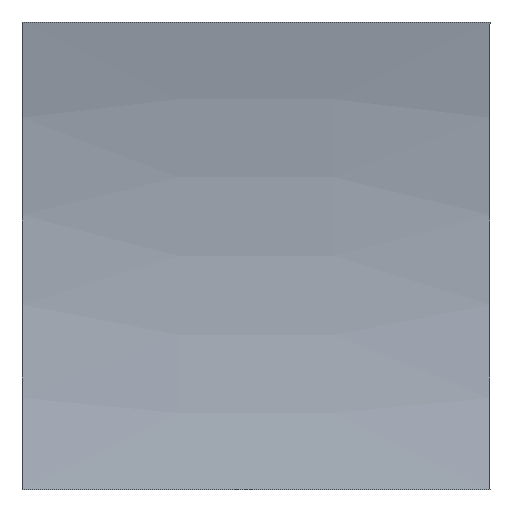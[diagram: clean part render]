
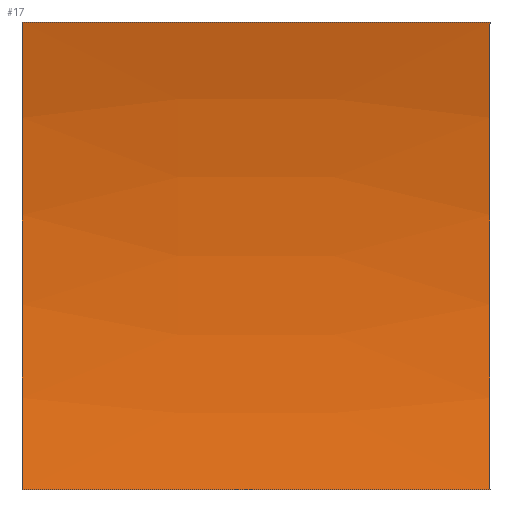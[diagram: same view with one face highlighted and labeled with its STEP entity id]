
A CAD part, top view. The second image highlights one B-rep face of the part: STEP entity #17.
In plain terms, the highlighted free-form (B-spline) face has degree [6, 3] with [7, 4] control points.
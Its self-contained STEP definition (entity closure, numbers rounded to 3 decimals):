
#17 = ADVANCED_FACE('',(#18),#33,.T.);
#18 = FACE_BOUND('',#19,.T.);
#19 = EDGE_LOOP('',(#20,#68,#88,#105));
#20 = ORIENTED_EDGE('',*,*,#21,.F.);
#21 = EDGE_CURVE('',#22,#24,#26,.T.);
#22 = VERTEX_POINT('',#23);
#23 = CARTESIAN_POINT('',(-250.,-250.,31.25));
#24 = VERTEX_POINT('',#25);
#25 = CARTESIAN_POINT('',(250.,-250.,31.25));
#26 = SURFACE_CURVE('',#27,(#32),.PCURVE_S1.);
#27 = B_SPLINE_CURVE_WITH_KNOTS('',3,(#28,#29,#30,#31),.UNSPECIFIED.,.F.
  ,.F.,(4,4),(0.,1.),.PIECEWISE_BEZIER_KNOTS.);
#28 = CARTESIAN_POINT('',(-250.,-250.,31.25));
#29 = CARTESIAN_POINT('',(-83.333,-250.,31.25));
#30 = CARTESIAN_POINT('',(83.333,-250.,31.25));
#31 = CARTESIAN_POINT('',(250.,-250.,31.25));
#32 = PCURVE('',#33,#62);
#33 = B_SPLINE_SURFACE_WITH_KNOTS('',6,3,(
    (#34,#35,#36,#37)
    ,(#38,#39,#40,#41)
    ,(#42,#43,#44,#45)
    ,(#46,#47,#48,#49)
    ,(#50,#51,#52,#53)
    ,(#54,#55,#56,#57)
    ,(#58,#59,#60,#61
    )),.UNSPECIFIED.,.F.,.F.,.F.,(7,7),(4,4),(0.,1.),(0.,1.),
  .PIECEWISE_BEZIER_KNOTS.);
#34 = CARTESIAN_POINT('',(-250.,-250.,31.25));
#35 = CARTESIAN_POINT('',(-83.333,-250.,31.25));
#36 = CARTESIAN_POINT('',(83.333,-250.,31.25));
#37 = CARTESIAN_POINT('',(250.,-250.,31.25));
#38 = CARTESIAN_POINT('',(-250.,-168.319,10.83));
#39 = CARTESIAN_POINT('',(-83.333,-168.319,
    10.83));
#40 = CARTESIAN_POINT('',(83.333,-168.319,10.83
    ));
#41 = CARTESIAN_POINT('',(250.,-168.319,10.83));
#42 = CARTESIAN_POINT('',(-250.,-84.763,-2.053
    ));
#43 = CARTESIAN_POINT('',(-83.333,-84.763,-2.053
    ));
#44 = CARTESIAN_POINT('',(83.333,-84.763,-2.053
    ));
#45 = CARTESIAN_POINT('',(250.,-84.763,-2.053
    ));
#46 = CARTESIAN_POINT('',(-250.,0.,-6.543));
#47 = CARTESIAN_POINT('',(-83.333,0.,
    -6.543));
#48 = CARTESIAN_POINT('',(83.333,0.,
    -6.543));
#49 = CARTESIAN_POINT('',(250.,0.,
    -6.543));
#50 = CARTESIAN_POINT('',(-250.,84.763,-2.053
    ));
#51 = CARTESIAN_POINT('',(-83.333,84.763,-2.053
    ));
#52 = CARTESIAN_POINT('',(83.333,84.763,-2.053
    ));
#53 = CARTESIAN_POINT('',(250.,84.763,-2.053
    ));
#54 = CARTESIAN_POINT('',(-250.,168.319,10.83));
#55 = CARTESIAN_POINT('',(-83.333,168.319,
    10.83));
#56 = CARTESIAN_POINT('',(83.333,168.319,
    10.83));
#57 = CARTESIAN_POINT('',(250.,168.319,10.83));
#58 = CARTESIAN_POINT('',(-250.,250.,31.25));
#59 = CARTESIAN_POINT('',(-83.333,250.,31.25));
#60 = CARTESIAN_POINT('',(83.333,250.,31.25));
#61 = CARTESIAN_POINT('',(250.,250.,31.25));
#62 = DEFINITIONAL_REPRESENTATION('',(#63),#67);
#63 = LINE('',#64,#65);
#64 = CARTESIAN_POINT('',(0.,0.));
#65 = VECTOR('',#66,1.);
#66 = DIRECTION('',(0.,1.));
#67 = ( GEOMETRIC_REPRESENTATION_CONTEXT(2) 
PARAMETRIC_REPRESENTATION_CONTEXT() REPRESENTATION_CONTEXT('2D SPACE',''
  ) );
#68 = ORIENTED_EDGE('',*,*,#69,.T.);
#69 = EDGE_CURVE('',#22,#70,#72,.T.);
#70 = VERTEX_POINT('',#71);
#71 = CARTESIAN_POINT('',(-250.,250.,31.25));
#72 = SURFACE_CURVE('',#73,(#81),.PCURVE_S1.);
#73 = B_SPLINE_CURVE_WITH_KNOTS('',6,(#74,#75,#76,#77,#78,#79,#80),
  .UNSPECIFIED.,.F.,.F.,(7,7),(0.,1.),.PIECEWISE_BEZIER_KNOTS.);
#74 = CARTESIAN_POINT('',(-250.,-250.,31.25));
#75 = CARTESIAN_POINT('',(-250.,-168.319,10.83));
#76 = CARTESIAN_POINT('',(-250.,-84.763,-2.053
    ));
#77 = CARTESIAN_POINT('',(-250.,0.,-6.543));
#78 = CARTESIAN_POINT('',(-250.,84.763,-2.053
    ));
#79 = CARTESIAN_POINT('',(-250.,168.319,10.83));
#80 = CARTESIAN_POINT('',(-250.,250.,31.25));
#81 = PCURVE('',#33,#82);
#82 = DEFINITIONAL_REPRESENTATION('',(#83),#87);
#83 = LINE('',#84,#85);
#84 = CARTESIAN_POINT('',(0.,0.));
#85 = VECTOR('',#86,1.);
#86 = DIRECTION('',(1.,0.));
#87 = ( GEOMETRIC_REPRESENTATION_CONTEXT(2) 
PARAMETRIC_REPRESENTATION_CONTEXT() REPRESENTATION_CONTEXT('2D SPACE',''
  ) );
#88 = ORIENTED_EDGE('',*,*,#89,.T.);
#89 = EDGE_CURVE('',#70,#90,#92,.T.);
#90 = VERTEX_POINT('',#91);
#91 = CARTESIAN_POINT('',(250.,250.,31.25));
#92 = SURFACE_CURVE('',#93,(#98),.PCURVE_S1.);
#93 = B_SPLINE_CURVE_WITH_KNOTS('',3,(#94,#95,#96,#97),.UNSPECIFIED.,.F.
  ,.F.,(4,4),(0.,1.),.PIECEWISE_BEZIER_KNOTS.);
#94 = CARTESIAN_POINT('',(-250.,250.,31.25));
#95 = CARTESIAN_POINT('',(-83.333,250.,31.25));
#96 = CARTESIAN_POINT('',(83.333,250.,31.25));
#97 = CARTESIAN_POINT('',(250.,250.,31.25));
#98 = PCURVE('',#33,#99);
#99 = DEFINITIONAL_REPRESENTATION('',(#100),#104);
#100 = LINE('',#101,#102);
#101 = CARTESIAN_POINT('',(1.,0.));
#102 = VECTOR('',#103,1.);
#103 = DIRECTION('',(0.,1.));
#104 = ( GEOMETRIC_REPRESENTATION_CONTEXT(2) 
PARAMETRIC_REPRESENTATION_CONTEXT() REPRESENTATION_CONTEXT('2D SPACE',''
  ) );
#105 = ORIENTED_EDGE('',*,*,#106,.F.);
#106 = EDGE_CURVE('',#24,#90,#107,.T.);
#107 = SURFACE_CURVE('',#108,(#116),.PCURVE_S1.);
#108 = B_SPLINE_CURVE_WITH_KNOTS('',6,(#109,#110,#111,#112,#113,#114,
    #115),.UNSPECIFIED.,.F.,.F.,(7,7),(0.,1.),.PIECEWISE_BEZIER_KNOTS.);
#109 = CARTESIAN_POINT('',(250.,-250.,31.25));
#110 = CARTESIAN_POINT('',(250.,-168.319,10.83));
#111 = CARTESIAN_POINT('',(250.,-84.763,
    -2.053));
#112 = CARTESIAN_POINT('',(250.,0.,
    -6.543));
#113 = CARTESIAN_POINT('',(250.,84.763,
    -2.053));
#114 = CARTESIAN_POINT('',(250.,168.319,10.83));
#115 = CARTESIAN_POINT('',(250.,250.,31.25));
#116 = PCURVE('',#33,#117);
#117 = DEFINITIONAL_REPRESENTATION('',(#118),#122);
#118 = LINE('',#119,#120);
#119 = CARTESIAN_POINT('',(0.,1.));
#120 = VECTOR('',#121,1.);
#121 = DIRECTION('',(1.,0.));
#122 = ( GEOMETRIC_REPRESENTATION_CONTEXT(2) 
PARAMETRIC_REPRESENTATION_CONTEXT() REPRESENTATION_CONTEXT('2D SPACE',''
  ) );
